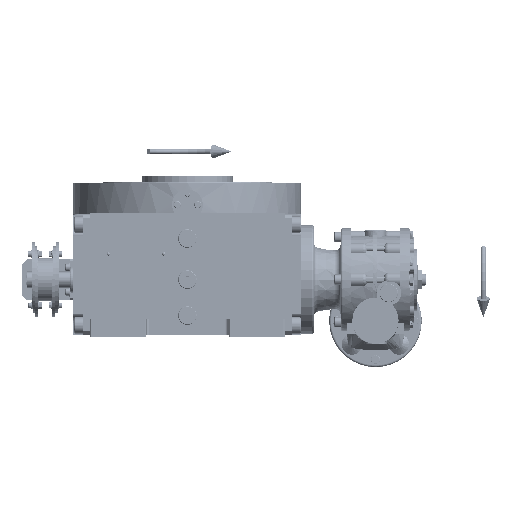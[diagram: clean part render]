
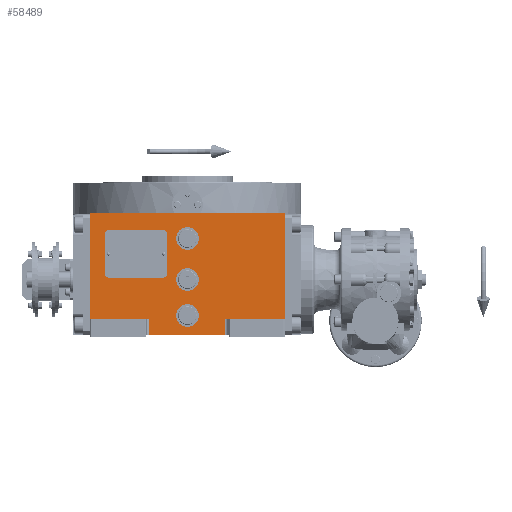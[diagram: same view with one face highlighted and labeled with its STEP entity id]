
A CAD part, top view. The second image highlights one B-rep face of the part: STEP entity #58489.
In plain terms, the highlighted planar face has unit normal (0, 0, 1).
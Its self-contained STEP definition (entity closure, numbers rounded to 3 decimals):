
#187 = VERTEX_POINT ( 'NONE', #37366 ) ;
#571 = FACE_BOUND ( 'NONE', #129516, .T. ) ;
#1160 = DIRECTION ( 'NONE',  ( 1., 0., 0. ) ) ;
#2605 = EDGE_LOOP ( 'NONE', ( #71466, #141804, #159549, #136437, #50907, #162418, #128837, #62461 ) ) ;
#2712 = AXIS2_PLACEMENT_3D ( 'NONE', #28228, #52168, #1160 ) ;
#3670 = CARTESIAN_POINT ( 'NONE',  ( -37., -38.5, 163.5 ) ) ;
#6101 = DIRECTION ( 'NONE',  ( -1., 0., 0. ) ) ;
#7757 = VERTEX_POINT ( 'NONE', #51397 ) ;
#8339 = LINE ( 'NONE', #71725, #86314 ) ;
#10718 = EDGE_CURVE ( 'NONE', #25589, #68009, #8339, .T. ) ;
#11292 = CARTESIAN_POINT ( 'NONE',  ( -94.5, -53.5, 163.5 ) ) ;
#13362 = DIRECTION ( 'NONE',  ( 1., 0., 0. ) ) ;
#14903 = CARTESIAN_POINT ( 'NONE',  ( -37., -53.5, 163.5 ) ) ;
#14916 = CARTESIAN_POINT ( 'NONE',  ( 11., -35., 163.5 ) ) ;
#17489 = CARTESIAN_POINT ( 'NONE',  ( 0., 40., 163.5 ) ) ;
#18529 = CARTESIAN_POINT ( 'NONE',  ( 11., 0., 163.5 ) ) ;
#19170 = EDGE_CURVE ( 'NONE', #160544, #132960, #51274, .T. ) ;
#19540 = EDGE_CURVE ( 'NONE', #116485, #187, #155612, .T. ) ;
#20443 = CARTESIAN_POINT ( 'NONE',  ( -11., 40., 163.5 ) ) ;
#20685 = DIRECTION ( 'NONE',  ( 1., 0., 0. ) ) ;
#20870 = EDGE_LOOP ( 'NONE', ( #89490, #67433 ) ) ;
#22258 = AXIS2_PLACEMENT_3D ( 'NONE', #17489, #55384, #78427 ) ;
#23102 = CARTESIAN_POINT ( 'NONE',  ( -11., 0., 163.5 ) ) ;
#25589 = VERTEX_POINT ( 'NONE', #124468 ) ;
#28228 = CARTESIAN_POINT ( 'NONE',  ( 0., -35., 163.5 ) ) ;
#28250 = CARTESIAN_POINT ( 'NONE',  ( -11., -35., 163.5 ) ) ;
#28847 = EDGE_CURVE ( 'NONE', #116485, #113241, #127571, .T. ) ;
#30325 = LINE ( 'NONE', #127416, #103439 ) ;
#31352 = ORIENTED_EDGE ( 'NONE', *, *, #19170, .F. ) ;
#31415 = CIRCLE ( 'NONE', #123337, 11. ) ;
#32515 = DIRECTION ( 'NONE',  ( -1., 0., 0. ) ) ;
#33765 = CARTESIAN_POINT ( 'NONE',  ( -37., -53.5, 163.5 ) ) ;
#35178 = FACE_BOUND ( 'NONE', #20870, .T. ) ;
#36467 = CARTESIAN_POINT ( 'NONE',  ( -94.5, 64.5, 163.5 ) ) ;
#37366 = CARTESIAN_POINT ( 'NONE',  ( 37., -53.5, 163.5 ) ) ;
#39171 = CARTESIAN_POINT ( 'NONE',  ( 0., 0., 163.5 ) ) ;
#39526 = ORIENTED_EDGE ( 'NONE', *, *, #108977, .F. ) ;
#39536 = CIRCLE ( 'NONE', #115711, 11. ) ;
#45308 = AXIS2_PLACEMENT_3D ( 'NONE', #11292, #87760, #149461 ) ;
#46503 = DIRECTION ( 'NONE',  ( 0., 0., 1. ) ) ;
#46573 = LINE ( 'NONE', #147708, #101520 ) ;
#47809 = EDGE_LOOP ( 'NONE', ( #39526, #115382 ) ) ;
#49161 = PLANE ( 'NONE',  #45308 ) ;
#50430 = CARTESIAN_POINT ( 'NONE',  ( 0., 40., 163.5 ) ) ;
#50907 = ORIENTED_EDGE ( 'NONE', *, *, #121343, .F. ) ;
#51274 = CIRCLE ( 'NONE', #53852, 11. ) ;
#51397 = CARTESIAN_POINT ( 'NONE',  ( -94.5, -38.5, 163.5 ) ) ;
#52168 = DIRECTION ( 'NONE',  ( 0., 0., 1. ) ) ;
#52785 = DIRECTION ( 'NONE',  ( 0., 1., 0. ) ) ;
#53685 = VERTEX_POINT ( 'NONE', #20443 ) ;
#53852 = AXIS2_PLACEMENT_3D ( 'NONE', #94150, #68691, #6101 ) ;
#55384 = DIRECTION ( 'NONE',  ( 0., 0., 1. ) ) ;
#56430 = CARTESIAN_POINT ( 'NONE',  ( 0., 0., 163.5 ) ) ;
#56576 = EDGE_CURVE ( 'NONE', #145549, #81024, #39536, .T. ) ;
#58489 = ADVANCED_FACE ( 'NONE', ( #35178, #571, #110835, #73049 ), #49161, .T. ) ;
#59379 = DIRECTION ( 'NONE',  ( 1., 0., 0. ) ) ;
#62461 = ORIENTED_EDGE ( 'NONE', *, *, #28847, .F. ) ;
#66037 = EDGE_CURVE ( 'NONE', #53685, #89687, #95920, .T. ) ;
#67433 = ORIENTED_EDGE ( 'NONE', *, *, #145565, .F. ) ;
#68009 = VERTEX_POINT ( 'NONE', #96607 ) ;
#68691 = DIRECTION ( 'NONE',  ( 0., 0., 1. ) ) ;
#70702 = CARTESIAN_POINT ( 'NONE',  ( 11., 40., 163.5 ) ) ;
#71466 = ORIENTED_EDGE ( 'NONE', *, *, #19540, .T. ) ;
#71725 = CARTESIAN_POINT ( 'NONE',  ( 37., -38.5, 163.5 ) ) ;
#73049 = FACE_OUTER_BOUND ( 'NONE', #2605, .T. ) ;
#73657 = EDGE_CURVE ( 'NONE', #132960, #160544, #110526, .T. ) ;
#76143 = DIRECTION ( 'NONE',  ( 0., 1., 0. ) ) ;
#78427 = DIRECTION ( 'NONE',  ( -1., 0., 0. ) ) ;
#78974 = EDGE_CURVE ( 'NONE', #7757, #113241, #46573, .T. ) ;
#81024 = VERTEX_POINT ( 'NONE', #23102 ) ;
#81653 = AXIS2_PLACEMENT_3D ( 'NONE', #56430, #46503, #32515 ) ;
#86003 = DIRECTION ( 'NONE',  ( 1., 0., 0. ) ) ;
#86314 = VECTOR ( 'NONE', #59379, 1000. ) ;
#86638 = DIRECTION ( 'NONE',  ( 1., 0., 0. ) ) ;
#87760 = DIRECTION ( 'NONE',  ( 0., 0., 1. ) ) ;
#89490 = ORIENTED_EDGE ( 'NONE', *, *, #56576, .F. ) ;
#89687 = VERTEX_POINT ( 'NONE', #70702 ) ;
#94150 = CARTESIAN_POINT ( 'NONE',  ( 0., -35., 163.5 ) ) ;
#95920 = CIRCLE ( 'NONE', #22258, 11. ) ;
#96607 = CARTESIAN_POINT ( 'NONE',  ( 94.5, -38.5, 163.5 ) ) ;
#98844 = VECTOR ( 'NONE', #76143, 1000. ) ;
#99994 = LINE ( 'NONE', #150169, #98844 ) ;
#101520 = VECTOR ( 'NONE', #86003, 1000. ) ;
#103439 = VECTOR ( 'NONE', #105192, 1000. ) ;
#105192 = DIRECTION ( 'NONE',  ( 0., 1., 0. ) ) ;
#105797 = CARTESIAN_POINT ( 'NONE',  ( 94.5, 64.5, 163.5 ) ) ;
#108977 = EDGE_CURVE ( 'NONE', #89687, #53685, #31415, .T. ) ;
#110526 = CIRCLE ( 'NONE', #2712, 11. ) ;
#110835 = FACE_BOUND ( 'NONE', #47809, .T. ) ;
#113200 = DIRECTION ( 'NONE',  ( 1., 0., 0. ) ) ;
#113241 = VERTEX_POINT ( 'NONE', #3670 ) ;
#113718 = DIRECTION ( 'NONE',  ( 0., 0., 1. ) ) ;
#115382 = ORIENTED_EDGE ( 'NONE', *, *, #66037, .F. ) ;
#115608 = DIRECTION ( 'NONE',  ( 0., -1., 0. ) ) ;
#115711 = AXIS2_PLACEMENT_3D ( 'NONE', #39171, #153441, #113200 ) ;
#116485 = VERTEX_POINT ( 'NONE', #33765 ) ;
#121343 = EDGE_CURVE ( 'NONE', #130427, #160293, #149145, .T. ) ;
#123337 = AXIS2_PLACEMENT_3D ( 'NONE', #50430, #113718, #13362 ) ;
#124437 = EDGE_CURVE ( 'NONE', #25589, #187, #151030, .T. ) ;
#124468 = CARTESIAN_POINT ( 'NONE',  ( 37., -38.5, 163.5 ) ) ;
#127416 = CARTESIAN_POINT ( 'NONE',  ( 94.5, -38.5, 163.5 ) ) ;
#127571 = LINE ( 'NONE', #14903, #141631 ) ;
#128514 = ORIENTED_EDGE ( 'NONE', *, *, #73657, .F. ) ;
#128837 = ORIENTED_EDGE ( 'NONE', *, *, #78974, .T. ) ;
#129516 = EDGE_LOOP ( 'NONE', ( #128514, #31352 ) ) ;
#130427 = VERTEX_POINT ( 'NONE', #153227 ) ;
#131507 = CIRCLE ( 'NONE', #81653, 11. ) ;
#132960 = VERTEX_POINT ( 'NONE', #14916 ) ;
#134298 = EDGE_CURVE ( 'NONE', #68009, #160293, #30325, .T. ) ;
#136260 = EDGE_CURVE ( 'NONE', #7757, #130427, #99994, .T. ) ;
#136437 = ORIENTED_EDGE ( 'NONE', *, *, #134298, .T. ) ;
#137047 = CARTESIAN_POINT ( 'NONE',  ( 37., -38.5, 163.5 ) ) ;
#141631 = VECTOR ( 'NONE', #52785, 1000. ) ;
#141804 = ORIENTED_EDGE ( 'NONE', *, *, #124437, .F. ) ;
#145549 = VERTEX_POINT ( 'NONE', #18529 ) ;
#145565 = EDGE_CURVE ( 'NONE', #81024, #145549, #131507, .T. ) ;
#145768 = VECTOR ( 'NONE', #20685, 1000. ) ;
#147708 = CARTESIAN_POINT ( 'NONE',  ( -94.5, -38.5, 163.5 ) ) ;
#149145 = LINE ( 'NONE', #36467, #161180 ) ;
#149461 = DIRECTION ( 'NONE',  ( 1., 0., 0. ) ) ;
#150169 = CARTESIAN_POINT ( 'NONE',  ( -94.5, -38.5, 163.5 ) ) ;
#151030 = LINE ( 'NONE', #137047, #159038 ) ;
#153227 = CARTESIAN_POINT ( 'NONE',  ( -94.5, 64.5, 163.5 ) ) ;
#153441 = DIRECTION ( 'NONE',  ( 0., 0., 1. ) ) ;
#155612 = LINE ( 'NONE', #158863, #145768 ) ;
#158863 = CARTESIAN_POINT ( 'NONE',  ( -37., -53.5, 163.5 ) ) ;
#159038 = VECTOR ( 'NONE', #115608, 1000. ) ;
#159549 = ORIENTED_EDGE ( 'NONE', *, *, #10718, .T. ) ;
#160293 = VERTEX_POINT ( 'NONE', #105797 ) ;
#160544 = VERTEX_POINT ( 'NONE', #28250 ) ;
#161180 = VECTOR ( 'NONE', #86638, 1000. ) ;
#162418 = ORIENTED_EDGE ( 'NONE', *, *, #136260, .F. ) ;
